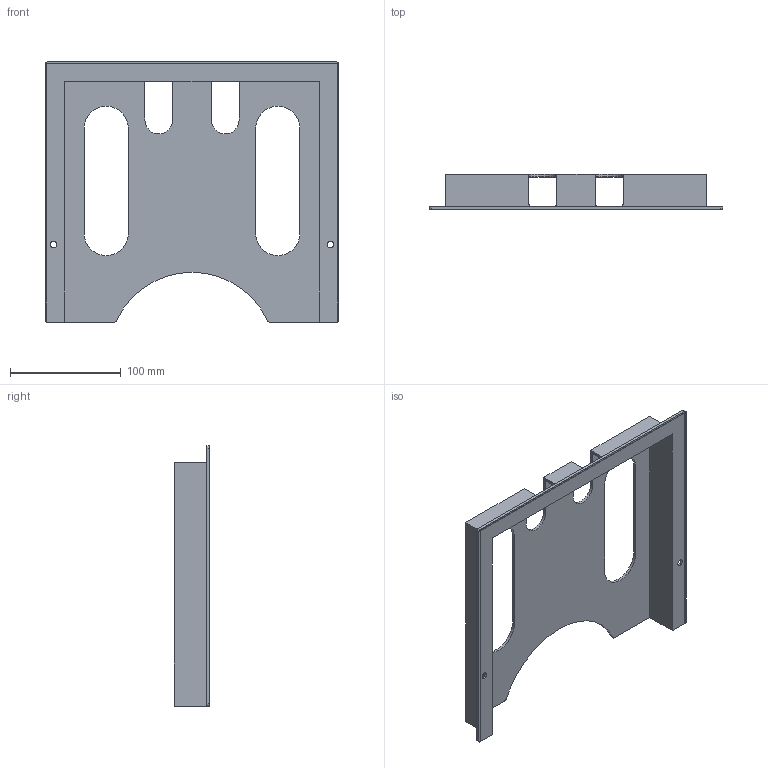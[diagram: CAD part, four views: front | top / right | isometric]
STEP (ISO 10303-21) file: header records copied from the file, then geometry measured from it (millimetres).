
FILE_DESCRIPTION (( 'STEP AP203' ), '1' );
FILE_NAME ('R5A32.step', '2011-03-17T12:36:36', ( 'User' ), ( 'DKC' ), 'SwSTEP 2.0', 'SolidWorks 2011', '' );
FILE_SCHEMA (( 'CONFIG_CONTROL_DESIGN' ));
Length unit declared in the file: millimetre
Products named in the file (1): R5A32
Bounding box: 265 x 32 x 235 mm (x, y, z)
Volume: 153694.4 mm3; surface area: 132747.5 mm2
Topology: 1 solids, 1 shells, 53 faces, 165 edges, 110 vertices
Faces by surface type: plane 29, cylinder 24
Entity records: 1950 total; most frequent: ORIENTED_EDGE 330, CARTESIAN_POINT 329, DIRECTION 323, EDGE_CURVE 165, LINE 115, VECTOR 115, VERTEX_POINT 110, AXIS2_PLACEMENT_3D 104
